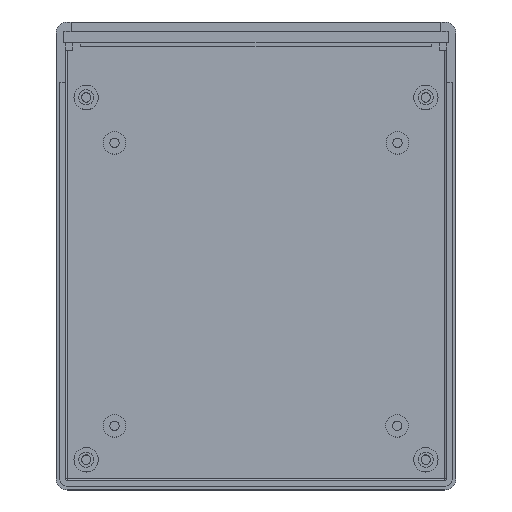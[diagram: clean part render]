
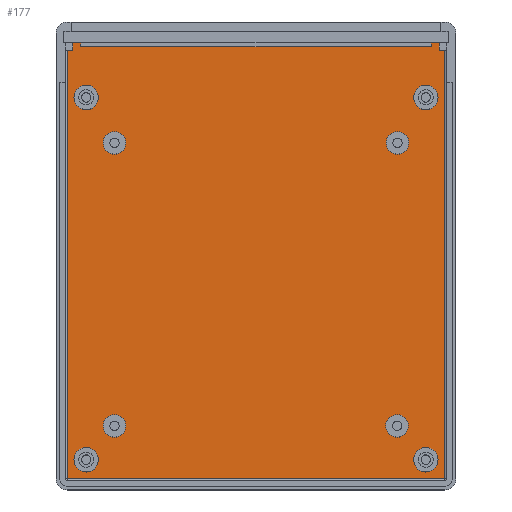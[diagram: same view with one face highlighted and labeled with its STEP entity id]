
A CAD part, top view. The second image highlights one B-rep face of the part: STEP entity #177.
In plain terms, the highlighted planar face has unit normal (0, 0, 1).
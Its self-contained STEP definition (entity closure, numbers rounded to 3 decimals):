
#40 = VERTEX_POINT('',#41);
#41 = CARTESIAN_POINT('',(-46.5,58.5,-4.6));
#62 = VERTEX_POINT('',#63);
#63 = CARTESIAN_POINT('',(46.5,57.5,-4.6));
#79 = VERTEX_POINT('',#80);
#80 = CARTESIAN_POINT('',(46.5,58.5,-4.6));
#86 = EDGE_CURVE('',#62,#79,#87,.T.);
#87 = LINE('',#88,#89);
#88 = CARTESIAN_POINT('',(46.5,57.5,-4.6));
#89 = VECTOR('',#90,1.);
#90 = DIRECTION('',(0.,1.,0.));
#110 = VERTEX_POINT('',#111);
#111 = CARTESIAN_POINT('',(-46.5,57.5,-4.6));
#117 = EDGE_CURVE('',#40,#110,#118,.T.);
#118 = LINE('',#119,#120);
#119 = CARTESIAN_POINT('',(-46.5,58.5,-4.6));
#120 = VECTOR('',#121,1.);
#121 = DIRECTION('',(0.,-1.,0.));
#167 = EDGE_CURVE('',#110,#62,#168,.T.);
#168 = LINE('',#169,#170);
#169 = CARTESIAN_POINT('',(-46.5,57.5,-4.6));
#170 = VECTOR('',#171,1.);
#171 = DIRECTION('',(1.,0.,0.));
#177 = ADVANCED_FACE('',(#178,#253,#264,#275,#286,#297,#308,#319,#330),
  #341,.T.);
#178 = FACE_BOUND('',#179,.T.);
#179 = EDGE_LOOP('',(#180,#190,#198,#206,#214,#220,#221,#222,#223,#231,
    #239,#247));
#180 = ORIENTED_EDGE('',*,*,#181,.T.);
#181 = EDGE_CURVE('',#182,#184,#186,.T.);
#182 = VERTEX_POINT('',#183);
#183 = CARTESIAN_POINT('',(-50.,-57.,-4.6));
#184 = VERTEX_POINT('',#185);
#185 = CARTESIAN_POINT('',(50.,-57.,-4.6));
#186 = LINE('',#187,#188);
#187 = CARTESIAN_POINT('',(-50.5,-57.,-4.6));
#188 = VECTOR('',#189,1.);
#189 = DIRECTION('',(1.,0.,0.));
#190 = ORIENTED_EDGE('',*,*,#191,.T.);
#191 = EDGE_CURVE('',#184,#192,#194,.T.);
#192 = VERTEX_POINT('',#193);
#193 = CARTESIAN_POINT('',(50.,56.5,-4.6));
#194 = LINE('',#195,#196);
#195 = CARTESIAN_POINT('',(50.,-57.5,-4.6));
#196 = VECTOR('',#197,1.);
#197 = DIRECTION('',(0.,1.,0.));
#198 = ORIENTED_EDGE('',*,*,#199,.F.);
#199 = EDGE_CURVE('',#200,#192,#202,.T.);
#200 = VERTEX_POINT('',#201);
#201 = CARTESIAN_POINT('',(48.5,56.5,-4.6));
#202 = LINE('',#203,#204);
#203 = CARTESIAN_POINT('',(48.5,56.5,-4.6));
#204 = VECTOR('',#205,1.);
#205 = DIRECTION('',(1.,0.,0.));
#206 = ORIENTED_EDGE('',*,*,#207,.F.);
#207 = EDGE_CURVE('',#208,#200,#210,.T.);
#208 = VERTEX_POINT('',#209);
#209 = CARTESIAN_POINT('',(48.5,58.5,-4.6));
#210 = LINE('',#211,#212);
#211 = CARTESIAN_POINT('',(48.5,58.5,-4.6));
#212 = VECTOR('',#213,1.);
#213 = DIRECTION('',(0.,-1.,0.));
#214 = ORIENTED_EDGE('',*,*,#215,.T.);
#215 = EDGE_CURVE('',#208,#79,#216,.T.);
#216 = LINE('',#217,#218);
#217 = CARTESIAN_POINT('',(-25.5,58.5,-4.6));
#218 = VECTOR('',#219,1.);
#219 = DIRECTION('',(-1.,0.,0.));
#220 = ORIENTED_EDGE('',*,*,#86,.F.);
#221 = ORIENTED_EDGE('',*,*,#167,.F.);
#222 = ORIENTED_EDGE('',*,*,#117,.F.);
#223 = ORIENTED_EDGE('',*,*,#224,.T.);
#224 = EDGE_CURVE('',#40,#225,#227,.T.);
#225 = VERTEX_POINT('',#226);
#226 = CARTESIAN_POINT('',(-48.5,58.5,-4.6));
#227 = LINE('',#228,#229);
#228 = CARTESIAN_POINT('',(-25.5,58.5,-4.6));
#229 = VECTOR('',#230,1.);
#230 = DIRECTION('',(-1.,0.,0.));
#231 = ORIENTED_EDGE('',*,*,#232,.F.);
#232 = EDGE_CURVE('',#233,#225,#235,.T.);
#233 = VERTEX_POINT('',#234);
#234 = CARTESIAN_POINT('',(-48.5,56.5,-4.6));
#235 = LINE('',#236,#237);
#236 = CARTESIAN_POINT('',(-48.5,56.5,-4.6));
#237 = VECTOR('',#238,1.);
#238 = DIRECTION('',(0.,1.,0.));
#239 = ORIENTED_EDGE('',*,*,#240,.F.);
#240 = EDGE_CURVE('',#241,#233,#243,.T.);
#241 = VERTEX_POINT('',#242);
#242 = CARTESIAN_POINT('',(-50.,56.5,-4.6));
#243 = LINE('',#244,#245);
#244 = CARTESIAN_POINT('',(-50.5,56.5,-4.6));
#245 = VECTOR('',#246,1.);
#246 = DIRECTION('',(1.,0.,0.));
#247 = ORIENTED_EDGE('',*,*,#248,.T.);
#248 = EDGE_CURVE('',#241,#182,#249,.T.);
#249 = LINE('',#250,#251);
#250 = CARTESIAN_POINT('',(-50.,61.5,-4.6));
#251 = VECTOR('',#252,1.);
#252 = DIRECTION('',(0.,-1.,0.));
#253 = FACE_BOUND('',#254,.T.);
#254 = EDGE_LOOP('',(#255));
#255 = ORIENTED_EDGE('',*,*,#256,.F.);
#256 = EDGE_CURVE('',#257,#257,#259,.T.);
#257 = VERTEX_POINT('',#258);
#258 = CARTESIAN_POINT('',(41.75,44.,-4.6));
#259 = CIRCLE('',#260,3.25);
#260 = AXIS2_PLACEMENT_3D('',#261,#262,#263);
#261 = CARTESIAN_POINT('',(45.,44.,-4.6));
#262 = DIRECTION('',(0.,0.,1.));
#263 = DIRECTION('',(-1.,0.,0.));
#264 = FACE_BOUND('',#265,.T.);
#265 = EDGE_LOOP('',(#266));
#266 = ORIENTED_EDGE('',*,*,#267,.F.);
#267 = EDGE_CURVE('',#268,#268,#270,.T.);
#268 = VERTEX_POINT('',#269);
#269 = CARTESIAN_POINT('',(34.5,32.,-4.6));
#270 = CIRCLE('',#271,3.);
#271 = AXIS2_PLACEMENT_3D('',#272,#273,#274);
#272 = CARTESIAN_POINT('',(37.5,32.,-4.6));
#273 = DIRECTION('',(0.,0.,1.));
#274 = DIRECTION('',(-1.,0.,0.));
#275 = FACE_BOUND('',#276,.T.);
#276 = EDGE_LOOP('',(#277));
#277 = ORIENTED_EDGE('',*,*,#278,.F.);
#278 = EDGE_CURVE('',#279,#279,#281,.T.);
#279 = VERTEX_POINT('',#280);
#280 = CARTESIAN_POINT('',(-48.25,44.,-4.6));
#281 = CIRCLE('',#282,3.25);
#282 = AXIS2_PLACEMENT_3D('',#283,#284,#285);
#283 = CARTESIAN_POINT('',(-45.,44.,-4.6));
#284 = DIRECTION('',(0.,0.,1.));
#285 = DIRECTION('',(-1.,0.,0.));
#286 = FACE_BOUND('',#287,.T.);
#287 = EDGE_LOOP('',(#288));
#288 = ORIENTED_EDGE('',*,*,#289,.F.);
#289 = EDGE_CURVE('',#290,#290,#292,.T.);
#290 = VERTEX_POINT('',#291);
#291 = CARTESIAN_POINT('',(-40.5,32.,-4.6));
#292 = CIRCLE('',#293,3.);
#293 = AXIS2_PLACEMENT_3D('',#294,#295,#296);
#294 = CARTESIAN_POINT('',(-37.5,32.,-4.6));
#295 = DIRECTION('',(0.,0.,1.));
#296 = DIRECTION('',(-1.,0.,0.));
#297 = FACE_BOUND('',#298,.T.);
#298 = EDGE_LOOP('',(#299));
#299 = ORIENTED_EDGE('',*,*,#300,.F.);
#300 = EDGE_CURVE('',#301,#301,#303,.T.);
#301 = VERTEX_POINT('',#302);
#302 = CARTESIAN_POINT('',(34.4,-43.,-4.6));
#303 = CIRCLE('',#304,3.);
#304 = AXIS2_PLACEMENT_3D('',#305,#306,#307);
#305 = CARTESIAN_POINT('',(37.4,-43.,-4.6));
#306 = DIRECTION('',(0.,0.,1.));
#307 = DIRECTION('',(-1.,0.,0.));
#308 = FACE_BOUND('',#309,.T.);
#309 = EDGE_LOOP('',(#310));
#310 = ORIENTED_EDGE('',*,*,#311,.F.);
#311 = EDGE_CURVE('',#312,#312,#314,.T.);
#312 = VERTEX_POINT('',#313);
#313 = CARTESIAN_POINT('',(41.75,-52.,-4.6));
#314 = CIRCLE('',#315,3.25);
#315 = AXIS2_PLACEMENT_3D('',#316,#317,#318);
#316 = CARTESIAN_POINT('',(45.,-52.,-4.6));
#317 = DIRECTION('',(0.,0.,1.));
#318 = DIRECTION('',(-1.,0.,0.));
#319 = FACE_BOUND('',#320,.T.);
#320 = EDGE_LOOP('',(#321));
#321 = ORIENTED_EDGE('',*,*,#322,.F.);
#322 = EDGE_CURVE('',#323,#323,#325,.T.);
#323 = VERTEX_POINT('',#324);
#324 = CARTESIAN_POINT('',(-40.5,-43.,-4.6));
#325 = CIRCLE('',#326,3.);
#326 = AXIS2_PLACEMENT_3D('',#327,#328,#329);
#327 = CARTESIAN_POINT('',(-37.5,-43.,-4.6));
#328 = DIRECTION('',(0.,0.,1.));
#329 = DIRECTION('',(-1.,0.,0.));
#330 = FACE_BOUND('',#331,.T.);
#331 = EDGE_LOOP('',(#332));
#332 = ORIENTED_EDGE('',*,*,#333,.F.);
#333 = EDGE_CURVE('',#334,#334,#336,.T.);
#334 = VERTEX_POINT('',#335);
#335 = CARTESIAN_POINT('',(-48.25,-52.,-4.6));
#336 = CIRCLE('',#337,3.25);
#337 = AXIS2_PLACEMENT_3D('',#338,#339,#340);
#338 = CARTESIAN_POINT('',(-45.,-52.,-4.6));
#339 = DIRECTION('',(0.,0.,1.));
#340 = DIRECTION('',(-1.,0.,0.));
#341 = PLANE('',#342);
#342 = AXIS2_PLACEMENT_3D('',#343,#344,#345);
#343 = CARTESIAN_POINT('',(0.,2.,-4.6));
#344 = DIRECTION('',(0.,0.,1.));
#345 = DIRECTION('',(-1.,0.,0.));
